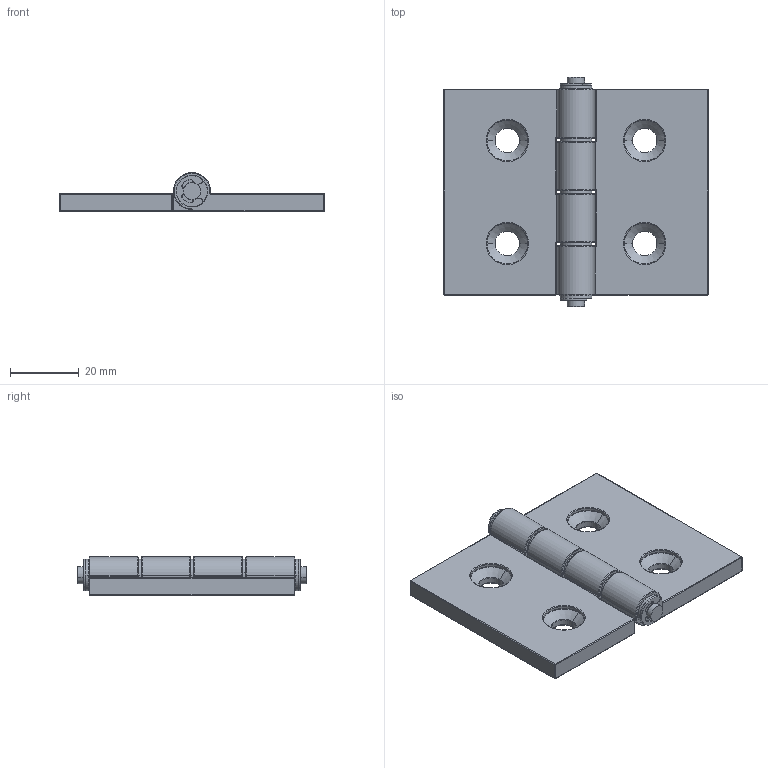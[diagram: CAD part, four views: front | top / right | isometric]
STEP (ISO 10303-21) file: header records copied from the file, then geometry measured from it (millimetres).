
FILE_DESCRIPTION (( 'STEP AP214' ), '1' );
FILE_NAME ('HGA-40A.STEP', '2018-07-27T05:43:47', ( '' ), ( '' ), 'SwSTEP 2.0', 'SolidWorks 2010', '' );
FILE_SCHEMA (( 'AUTOMOTIVE_DESIGN' ));
Length unit declared in the file: millimetre
Products named in the file (5): 鉸鏈片(大); 插銷; E型扣; PA墊圈; HGA-40A
Assembly tree (10 placements, depth 2):
  HGA-40A
    PA墊圈  x5
    鉸鏈片(大)  x2
    E型扣  x2
    插銷
Bounding box: 77 x 66.7 x 11.3 mm (x, y, z)
Volume: 25266.3 mm3; surface area: 14879.6 mm2
Topology: 10 solids, 10 shells, 532 faces, 1192 edges, 656 vertices
Faces by surface type: torus 224, cylinder 198, plane 58, bspline 24, sphere 20, cone 8
Entity records: 8363 total; most frequent: CARTESIAN_POINT 2179, DIRECTION 1466, ORIENTED_EDGE 1150, AXIS2_PLACEMENT_3D 658, EDGE_CURVE 575, CIRCLE 394, VERTEX_POINT 324, EDGE_LOOP 277
